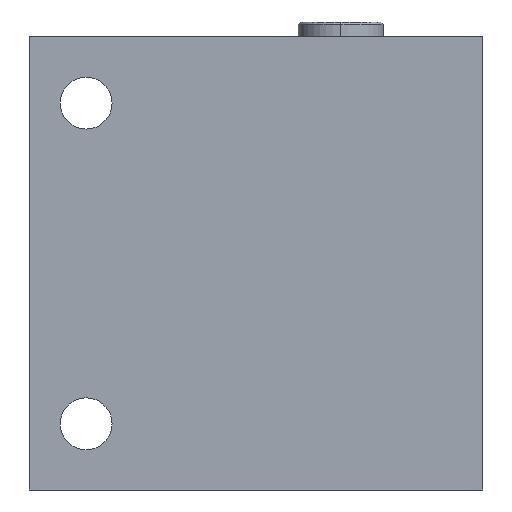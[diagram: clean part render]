
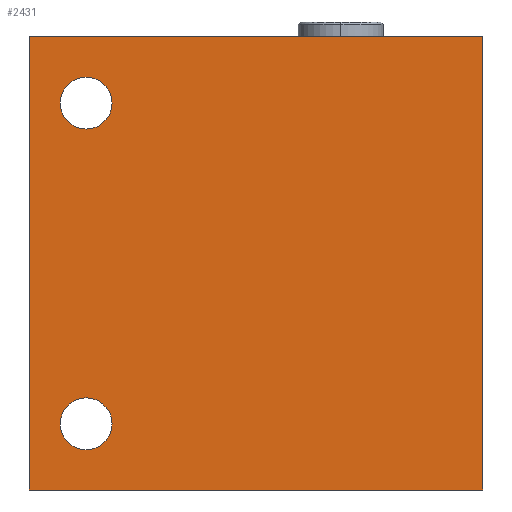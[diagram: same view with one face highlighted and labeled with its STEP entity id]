
A CAD part, left-side view. The second image highlights one B-rep face of the part: STEP entity #2431.
In plain terms, the highlighted planar face has unit normal (-1, 0, 0).
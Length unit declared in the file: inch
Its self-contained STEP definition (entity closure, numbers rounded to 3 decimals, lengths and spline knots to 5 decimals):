
#1=DIRECTION('',(0.,-1.,0.));
#2=VECTOR('',#1,3.);
#3=CARTESIAN_POINT('',(0.,0.,0.));
#4=LINE('',#3,#2);
#27=DIRECTION('',(0.,0.,1.));
#28=VECTOR('',#27,3.);
#29=CARTESIAN_POINT('',(0.,0.,0.));
#30=LINE('',#29,#28);
#31=CARTESIAN_POINT('',(0.,-0.375,0.438));
#32=DIRECTION('',(1.,0.,0.));
#33=DIRECTION('',(0.,0.,-1.));
#34=AXIS2_PLACEMENT_3D('',#31,#32,#33);
#36=CARTESIAN_POINT('',(0.,-0.375,0.438));
#37=DIRECTION('',(1.,0.,0.));
#38=DIRECTION('',(0.,0.,1.));
#39=AXIS2_PLACEMENT_3D('',#36,#37,#38);
#41=CARTESIAN_POINT('',(0.,-0.375,2.562));
#42=DIRECTION('',(1.,0.,0.));
#43=DIRECTION('',(0.,0.,-1.));
#44=AXIS2_PLACEMENT_3D('',#41,#42,#43);
#46=CARTESIAN_POINT('',(0.,-0.375,2.562));
#47=DIRECTION('',(1.,0.,0.));
#48=DIRECTION('',(0.,0.,1.));
#49=AXIS2_PLACEMENT_3D('',#46,#47,#48);
#89=DIRECTION('',(0.,0.,1.));
#90=VECTOR('',#89,3.);
#91=CARTESIAN_POINT('',(0.,-3.,0.));
#92=LINE('',#91,#90);
#113=DIRECTION('',(0.,-1.,0.));
#114=VECTOR('',#113,3.);
#115=CARTESIAN_POINT('',(0.,0.,3.));
#116=LINE('',#115,#114);
#2099=CARTESIAN_POINT('',(0.,0.,0.));
#2100=CARTESIAN_POINT('',(0.,-3.,0.));
#2101=VERTEX_POINT('',#2099);
#2102=VERTEX_POINT('',#2100);
#2107=CARTESIAN_POINT('',(0.,0.,3.));
#2108=CARTESIAN_POINT('',(0.,-3.,3.));
#2109=VERTEX_POINT('',#2107);
#2110=VERTEX_POINT('',#2108);
#2277=CARTESIAN_POINT('',(0.,-0.375,0.266));
#2278=CARTESIAN_POINT('',(0.,-0.375,0.61));
#2279=VERTEX_POINT('',#2277);
#2280=VERTEX_POINT('',#2278);
#2285=CARTESIAN_POINT('',(0.,-0.375,2.39));
#2286=CARTESIAN_POINT('',(0.,-0.375,2.734));
#2287=VERTEX_POINT('',#2285);
#2288=VERTEX_POINT('',#2286);
#2405=CARTESIAN_POINT('',(0.,0.,0.));
#2406=DIRECTION('',(-1.,0.,0.));
#2407=DIRECTION('',(0.,-1.,0.));
#2408=AXIS2_PLACEMENT_3D('',#2405,#2406,#2407);
#2409=PLANE('',#2408);
#2410=ORIENTED_EDGE('',*,*,#2388,.F.);
#2412=ORIENTED_EDGE('',*,*,#2411,.T.);
#2414=ORIENTED_EDGE('',*,*,#2413,.T.);
#2416=ORIENTED_EDGE('',*,*,#2415,.F.);
#2417=EDGE_LOOP('',(#2410,#2412,#2414,#2416));
#2418=FACE_OUTER_BOUND('',#2417,.F.);
#2420=ORIENTED_EDGE('',*,*,#2419,.F.);
#2422=ORIENTED_EDGE('',*,*,#2421,.F.);
#2423=EDGE_LOOP('',(#2420,#2422));
#2424=FACE_BOUND('',#2423,.F.);
#2426=ORIENTED_EDGE('',*,*,#2425,.F.);
#2428=ORIENTED_EDGE('',*,*,#2427,.F.);
#2429=EDGE_LOOP('',(#2426,#2428));
#2430=FACE_BOUND('',#2429,.F.);
#2431=ADVANCED_FACE('',(#2418,#2424,#2430),#2409,.T.);
#35=CIRCLE('',#34,0.172);
#40=CIRCLE('',#39,0.172);
#45=CIRCLE('',#44,0.172);
#50=CIRCLE('',#49,0.172);
#2388=EDGE_CURVE('',#2101,#2102,#4,.T.);
#2411=EDGE_CURVE('',#2101,#2109,#30,.T.);
#2413=EDGE_CURVE('',#2109,#2110,#116,.T.);
#2415=EDGE_CURVE('',#2102,#2110,#92,.T.);
#2419=EDGE_CURVE('',#2279,#2280,#35,.T.);
#2421=EDGE_CURVE('',#2280,#2279,#40,.T.);
#2425=EDGE_CURVE('',#2287,#2288,#45,.T.);
#2427=EDGE_CURVE('',#2288,#2287,#50,.T.);
